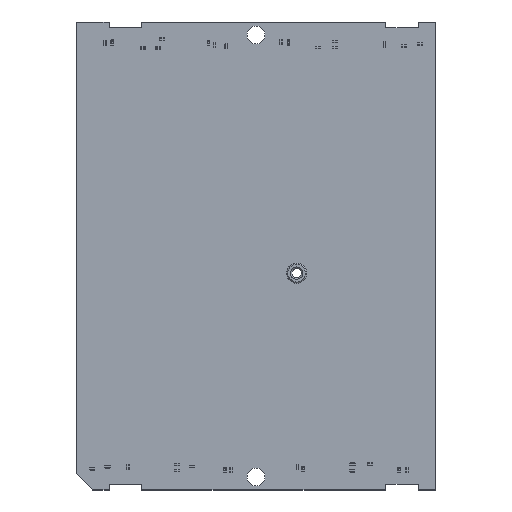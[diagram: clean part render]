
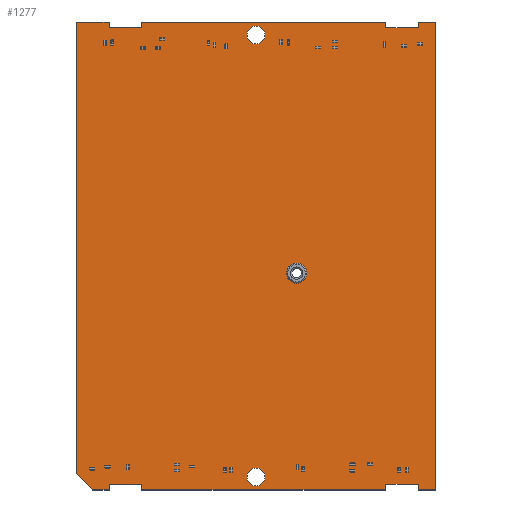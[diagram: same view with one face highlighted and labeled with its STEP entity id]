
A CAD part, top view. The second image highlights one B-rep face of the part: STEP entity #1277.
In plain terms, the highlighted planar face has unit normal (0, 0, 1).
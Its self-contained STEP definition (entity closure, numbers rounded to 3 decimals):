
#368 = VERTEX_POINT('',#369);
#369 = CARTESIAN_POINT('',(4.,0.,0.624));
#375 = EDGE_CURVE('',#368,#376,#378,.T.);
#376 = VERTEX_POINT('',#377);
#377 = CARTESIAN_POINT('',(4.,0.7,0.624));
#378 = LINE('',#379,#380);
#379 = CARTESIAN_POINT('',(4.,0.,0.624));
#380 = VECTOR('',#381,1.);
#381 = DIRECTION('',(0.,1.,0.));
#406 = EDGE_CURVE('',#376,#407,#409,.T.);
#407 = VERTEX_POINT('',#408);
#408 = CARTESIAN_POINT('',(8.,0.7,0.624));
#409 = LINE('',#410,#411);
#410 = CARTESIAN_POINT('',(4.,0.7,0.624));
#411 = VECTOR('',#412,1.);
#412 = DIRECTION('',(1.,0.,0.));
#437 = EDGE_CURVE('',#407,#438,#440,.T.);
#438 = VERTEX_POINT('',#439);
#439 = CARTESIAN_POINT('',(8.,0.,0.624));
#440 = LINE('',#441,#442);
#441 = CARTESIAN_POINT('',(8.,0.7,0.624));
#442 = VECTOR('',#443,1.);
#443 = DIRECTION('',(0.,-1.,0.));
#468 = EDGE_CURVE('',#438,#469,#471,.T.);
#469 = VERTEX_POINT('',#470);
#470 = CARTESIAN_POINT('',(16.519,0.,0.624));
#471 = LINE('',#472,#473);
#472 = CARTESIAN_POINT('',(8.,0.,0.624));
#473 = VECTOR('',#474,1.);
#474 = DIRECTION('',(1.,0.,0.));
#499 = EDGE_CURVE('',#469,#500,#502,.T.);
#500 = VERTEX_POINT('',#501);
#501 = CARTESIAN_POINT('',(20.5,0.,0.624));
#502 = LINE('',#503,#504);
#503 = CARTESIAN_POINT('',(16.519,0.,0.624));
#504 = VECTOR('',#505,1.);
#505 = DIRECTION('',(1.,0.,0.));
#530 = EDGE_CURVE('',#500,#531,#533,.T.);
#531 = VERTEX_POINT('',#532);
#532 = CARTESIAN_POINT('',(23.7,0.,0.624));
#533 = LINE('',#534,#535);
#534 = CARTESIAN_POINT('',(20.5,0.,0.624));
#535 = VECTOR('',#536,1.);
#536 = DIRECTION('',(1.,0.,0.));
#561 = EDGE_CURVE('',#531,#562,#564,.T.);
#562 = VERTEX_POINT('',#563);
#563 = CARTESIAN_POINT('',(27.7,0.,0.624));
#564 = LINE('',#565,#566);
#565 = CARTESIAN_POINT('',(23.7,0.,0.624));
#566 = VECTOR('',#567,1.);
#567 = DIRECTION('',(1.,0.,0.));
#592 = EDGE_CURVE('',#562,#593,#595,.T.);
#593 = VERTEX_POINT('',#594);
#594 = CARTESIAN_POINT('',(38.,0.,0.624));
#595 = LINE('',#596,#597);
#596 = CARTESIAN_POINT('',(27.7,0.,0.624));
#597 = VECTOR('',#598,1.);
#598 = DIRECTION('',(1.,0.,0.));
#623 = EDGE_CURVE('',#593,#624,#626,.T.);
#624 = VERTEX_POINT('',#625);
#625 = CARTESIAN_POINT('',(38.,0.7,0.624));
#626 = LINE('',#627,#628);
#627 = CARTESIAN_POINT('',(38.,0.,0.624));
#628 = VECTOR('',#629,1.);
#629 = DIRECTION('',(0.,1.,0.));
#654 = EDGE_CURVE('',#624,#655,#657,.T.);
#655 = VERTEX_POINT('',#656);
#656 = CARTESIAN_POINT('',(42.,0.7,0.624));
#657 = LINE('',#658,#659);
#658 = CARTESIAN_POINT('',(38.,0.7,0.624));
#659 = VECTOR('',#660,1.);
#660 = DIRECTION('',(1.,0.,0.));
#685 = EDGE_CURVE('',#655,#686,#688,.T.);
#686 = VERTEX_POINT('',#687);
#687 = CARTESIAN_POINT('',(42.,0.,0.624));
#688 = LINE('',#689,#690);
#689 = CARTESIAN_POINT('',(42.,0.7,0.624));
#690 = VECTOR('',#691,1.);
#691 = DIRECTION('',(0.,-1.,0.));
#716 = EDGE_CURVE('',#686,#717,#719,.T.);
#717 = VERTEX_POINT('',#718);
#718 = CARTESIAN_POINT('',(44.1,0.,0.624));
#719 = LINE('',#720,#721);
#720 = CARTESIAN_POINT('',(42.,0.,0.624));
#721 = VECTOR('',#722,1.);
#722 = DIRECTION('',(1.,0.,0.));
#747 = EDGE_CURVE('',#717,#748,#750,.T.);
#748 = VERTEX_POINT('',#749);
#749 = CARTESIAN_POINT('',(44.1,57.5,0.624));
#750 = LINE('',#751,#752);
#751 = CARTESIAN_POINT('',(44.1,0.,0.624));
#752 = VECTOR('',#753,1.);
#753 = DIRECTION('',(0.,1.,0.));
#778 = EDGE_CURVE('',#748,#779,#781,.T.);
#779 = VERTEX_POINT('',#780);
#780 = CARTESIAN_POINT('',(42.,57.5,0.624));
#781 = LINE('',#782,#783);
#782 = CARTESIAN_POINT('',(44.1,57.5,0.624));
#783 = VECTOR('',#784,1.);
#784 = DIRECTION('',(-1.,0.,0.));
#809 = EDGE_CURVE('',#779,#810,#812,.T.);
#810 = VERTEX_POINT('',#811);
#811 = CARTESIAN_POINT('',(42.,56.804,0.624));
#812 = LINE('',#813,#814);
#813 = CARTESIAN_POINT('',(42.,57.5,0.624));
#814 = VECTOR('',#815,1.);
#815 = DIRECTION('',(0.,-1.,0.));
#840 = EDGE_CURVE('',#810,#841,#843,.T.);
#841 = VERTEX_POINT('',#842);
#842 = CARTESIAN_POINT('',(38.,56.804,0.624));
#843 = LINE('',#844,#845);
#844 = CARTESIAN_POINT('',(42.,56.804,0.624));
#845 = VECTOR('',#846,1.);
#846 = DIRECTION('',(-1.,0.,0.));
#871 = EDGE_CURVE('',#841,#872,#874,.T.);
#872 = VERTEX_POINT('',#873);
#873 = CARTESIAN_POINT('',(38.,57.5,0.624));
#874 = LINE('',#875,#876);
#875 = CARTESIAN_POINT('',(38.,56.804,0.624));
#876 = VECTOR('',#877,1.);
#877 = DIRECTION('',(0.,1.,0.));
#902 = EDGE_CURVE('',#872,#903,#905,.T.);
#903 = VERTEX_POINT('',#904);
#904 = CARTESIAN_POINT('',(8.,57.5,0.624));
#905 = LINE('',#906,#907);
#906 = CARTESIAN_POINT('',(38.,57.5,0.624));
#907 = VECTOR('',#908,1.);
#908 = DIRECTION('',(-1.,0.,0.));
#933 = EDGE_CURVE('',#903,#934,#936,.T.);
#934 = VERTEX_POINT('',#935);
#935 = CARTESIAN_POINT('',(8.,56.804,0.624));
#936 = LINE('',#937,#938);
#937 = CARTESIAN_POINT('',(8.,57.5,0.624));
#938 = VECTOR('',#939,1.);
#939 = DIRECTION('',(0.,-1.,0.));
#964 = EDGE_CURVE('',#934,#965,#967,.T.);
#965 = VERTEX_POINT('',#966);
#966 = CARTESIAN_POINT('',(4.,56.804,0.624));
#967 = LINE('',#968,#969);
#968 = CARTESIAN_POINT('',(8.,56.804,0.624));
#969 = VECTOR('',#970,1.);
#970 = DIRECTION('',(-1.,0.,0.));
#995 = EDGE_CURVE('',#965,#996,#998,.T.);
#996 = VERTEX_POINT('',#997);
#997 = CARTESIAN_POINT('',(4.,57.5,0.624));
#998 = LINE('',#999,#1000);
#999 = CARTESIAN_POINT('',(4.,56.804,0.624));
#1000 = VECTOR('',#1001,1.);
#1001 = DIRECTION('',(0.,1.,0.));
#1026 = EDGE_CURVE('',#996,#1027,#1029,.T.);
#1027 = VERTEX_POINT('',#1028);
#1028 = CARTESIAN_POINT('',(0.,57.5,0.624));
#1029 = LINE('',#1030,#1031);
#1030 = CARTESIAN_POINT('',(4.,57.5,0.624));
#1031 = VECTOR('',#1032,1.);
#1032 = DIRECTION('',(-1.,0.,0.));
#1057 = EDGE_CURVE('',#1027,#1058,#1060,.T.);
#1058 = VERTEX_POINT('',#1059);
#1059 = CARTESIAN_POINT('',(0.,2.,0.624));
#1060 = LINE('',#1061,#1062);
#1061 = CARTESIAN_POINT('',(0.,57.5,0.624));
#1062 = VECTOR('',#1063,1.);
#1063 = DIRECTION('',(0.,-1.,0.));
#1088 = EDGE_CURVE('',#1058,#1089,#1091,.T.);
#1089 = VERTEX_POINT('',#1090);
#1090 = CARTESIAN_POINT('',(2.,0.,0.624));
#1091 = LINE('',#1092,#1093);
#1092 = CARTESIAN_POINT('',(0.,2.,0.624));
#1093 = VECTOR('',#1094,1.);
#1094 = DIRECTION('',(0.707,-0.707,0.));
#1119 = EDGE_CURVE('',#1089,#368,#1120,.T.);
#1120 = LINE('',#1121,#1122);
#1121 = CARTESIAN_POINT('',(2.,0.,0.624));
#1122 = VECTOR('',#1123,1.);
#1123 = DIRECTION('',(1.,0.,0.));
#1143 = VERTEX_POINT('',#1144);
#1144 = CARTESIAN_POINT('',(23.15,1.6,0.624));
#1150 = EDGE_CURVE('',#1143,#1143,#1151,.T.);
#1151 = CIRCLE('',#1152,1.1);
#1152 = AXIS2_PLACEMENT_3D('',#1153,#1154,#1155);
#1153 = CARTESIAN_POINT('',(22.05,1.6,0.624));
#1154 = DIRECTION('',(0.,0.,1.));
#1155 = DIRECTION('',(1.,0.,-0.));
#1176 = VERTEX_POINT('',#1177);
#1177 = CARTESIAN_POINT('',(28.295,26.64,0.624));
#1183 = EDGE_CURVE('',#1176,#1176,#1184,.T.);
#1184 = CIRCLE('',#1185,1.245);
#1185 = AXIS2_PLACEMENT_3D('',#1186,#1187,#1188);
#1186 = CARTESIAN_POINT('',(27.05,26.64,0.624));
#1187 = DIRECTION('',(0.,0.,1.));
#1188 = DIRECTION('',(1.,0.,-0.));
#1209 = VERTEX_POINT('',#1210);
#1210 = CARTESIAN_POINT('',(23.15,55.9,0.624));
#1216 = EDGE_CURVE('',#1209,#1209,#1217,.T.);
#1217 = CIRCLE('',#1218,1.1);
#1218 = AXIS2_PLACEMENT_3D('',#1219,#1220,#1221);
#1219 = CARTESIAN_POINT('',(22.05,55.9,0.624));
#1220 = DIRECTION('',(0.,0.,1.));
#1221 = DIRECTION('',(1.,0.,-0.));
#1277 = ADVANCED_FACE('',(#1278,#1305,#1308,#1311),#1314,.T.);
#1278 = FACE_BOUND('',#1279,.T.);
#1279 = EDGE_LOOP('',(#1280,#1281,#1282,#1283,#1284,#1285,#1286,#1287,
    #1288,#1289,#1290,#1291,#1292,#1293,#1294,#1295,#1296,#1297,#1298,
    #1299,#1300,#1301,#1302,#1303,#1304));
#1280 = ORIENTED_EDGE('',*,*,#375,.T.);
#1281 = ORIENTED_EDGE('',*,*,#406,.T.);
#1282 = ORIENTED_EDGE('',*,*,#437,.T.);
#1283 = ORIENTED_EDGE('',*,*,#468,.T.);
#1284 = ORIENTED_EDGE('',*,*,#499,.T.);
#1285 = ORIENTED_EDGE('',*,*,#530,.T.);
#1286 = ORIENTED_EDGE('',*,*,#561,.T.);
#1287 = ORIENTED_EDGE('',*,*,#592,.T.);
#1288 = ORIENTED_EDGE('',*,*,#623,.T.);
#1289 = ORIENTED_EDGE('',*,*,#654,.T.);
#1290 = ORIENTED_EDGE('',*,*,#685,.T.);
#1291 = ORIENTED_EDGE('',*,*,#716,.T.);
#1292 = ORIENTED_EDGE('',*,*,#747,.T.);
#1293 = ORIENTED_EDGE('',*,*,#778,.T.);
#1294 = ORIENTED_EDGE('',*,*,#809,.T.);
#1295 = ORIENTED_EDGE('',*,*,#840,.T.);
#1296 = ORIENTED_EDGE('',*,*,#871,.T.);
#1297 = ORIENTED_EDGE('',*,*,#902,.T.);
#1298 = ORIENTED_EDGE('',*,*,#933,.T.);
#1299 = ORIENTED_EDGE('',*,*,#964,.T.);
#1300 = ORIENTED_EDGE('',*,*,#995,.T.);
#1301 = ORIENTED_EDGE('',*,*,#1026,.T.);
#1302 = ORIENTED_EDGE('',*,*,#1057,.T.);
#1303 = ORIENTED_EDGE('',*,*,#1088,.T.);
#1304 = ORIENTED_EDGE('',*,*,#1119,.T.);
#1305 = FACE_BOUND('',#1306,.T.);
#1306 = EDGE_LOOP('',(#1307));
#1307 = ORIENTED_EDGE('',*,*,#1150,.F.);
#1308 = FACE_BOUND('',#1309,.T.);
#1309 = EDGE_LOOP('',(#1310));
#1310 = ORIENTED_EDGE('',*,*,#1183,.F.);
#1311 = FACE_BOUND('',#1312,.T.);
#1312 = EDGE_LOOP('',(#1313));
#1313 = ORIENTED_EDGE('',*,*,#1216,.F.);
#1314 = PLANE('',#1315);
#1315 = AXIS2_PLACEMENT_3D('',#1316,#1317,#1318);
#1316 = CARTESIAN_POINT('',(22.204,28.914,0.624));
#1317 = DIRECTION('',(0.,0.,1.));
#1318 = DIRECTION('',(1.,0.,-0.));
